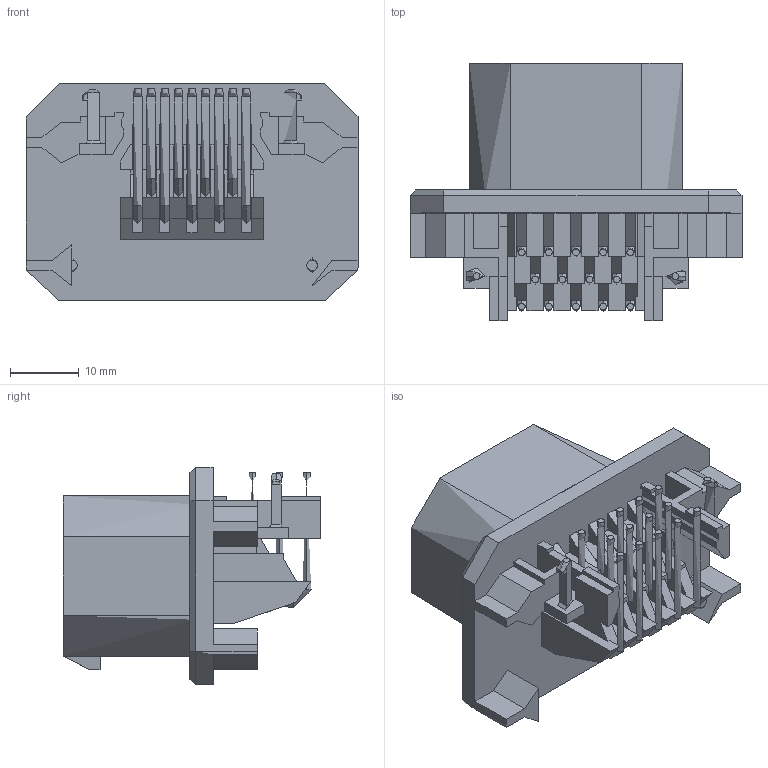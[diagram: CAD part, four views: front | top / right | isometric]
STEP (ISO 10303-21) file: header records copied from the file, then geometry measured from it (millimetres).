
FILE_DESCRIPTION( ('This file contains a STEP AP42 implementation' ,'as created by ZW3D STEP Interface translator.') ,'2;1' );
FILE_NAME( '74040-3MR014ABSMJAX(W).stp' ,'23 314.15 646', (''), ('ZWCAD Software Co.'), 'Version 1.0', 'ZW3D to STEP translator', '' );
FILE_SCHEMA(('AUTOMOTIVE_DESIGN { 1 0 10303 214 1 1 1 1 }'));
Length unit declared in the file: millimetre
Products named in the file (2): 0; 11
Bounding box: 48.41 x 37.52 x 31.78 mm (x, y, z)
Topology: 0 solids, 1 shells, 941 faces, 2680 edges, 1647 vertices
Faces by surface type: plane 430, bspline 330, cylinder 103, cone 64, sphere 14
Entity records: 58189 total; most frequent: CARTESIAN_POINT 38621, ORIENTED_EDGE 5362, EDGE_CURVE 2681, B_SPLINE_CURVE_WITH_KNOTS 2384, VERTEX_POINT 1670, DIRECTION 1549, EDGE_LOOP 1022, FACE_OUTER_BOUND 951
